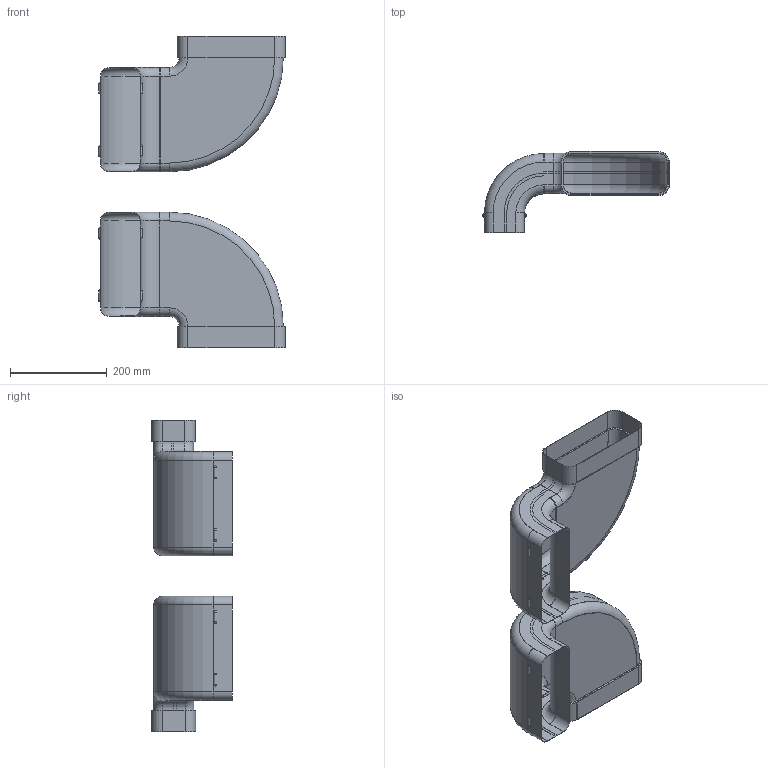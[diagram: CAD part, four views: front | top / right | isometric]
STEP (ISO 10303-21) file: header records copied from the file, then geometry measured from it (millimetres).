
FILE_DESCRIPTION(('STEP AP203'),'1');
FILE_NAME('fter.STP','2019-11-15T11:07:52',(' '),(' '),'Spatial InterOp 3D',' ',' ');
FILE_SCHEMA(('CONFIG_CONTROL_DESIGN'));
Length unit declared in the file: millimetre
Products named in the file (1): 1
Bounding box: 386.35 x 167.1 x 646 mm (x, y, z)
Volume: 304762.3 mm3; surface area: 1001823.4 mm2
Topology: 2 solids, 10 shells, 360 faces, 926 edges, 566 vertices
Faces by surface type: plane 152, cylinder 144, sphere 32, torus 32
Entity records: 10744 total; most frequent: DIRECTION 1984, CARTESIAN_POINT 1822, ORIENTED_EDGE 1788, EDGE_CURVE 894, AXIS2_PLACEMENT_3D 728, VERTEX_POINT 566, LINE 528, VECTOR 528
